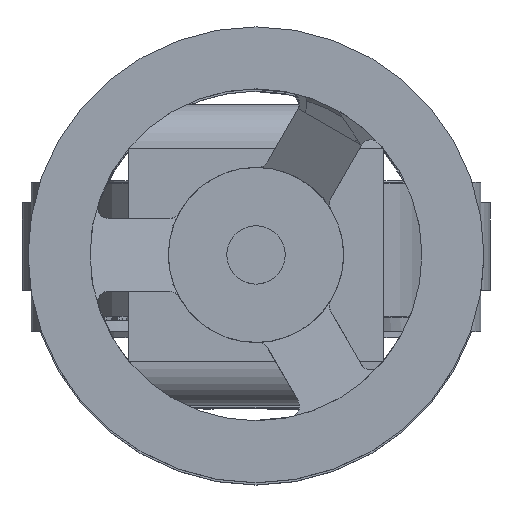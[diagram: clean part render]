
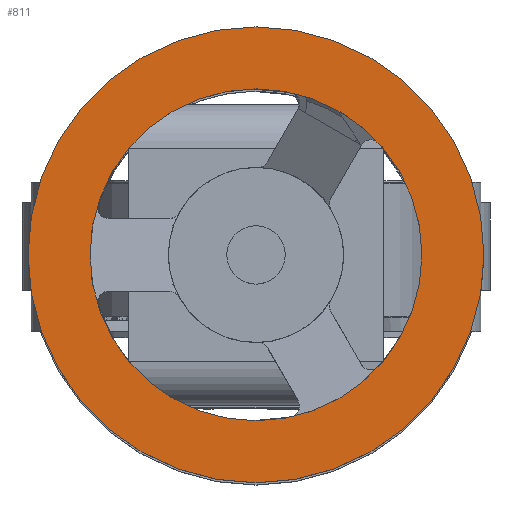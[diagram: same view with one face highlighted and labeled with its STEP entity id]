
A CAD part, top view. The second image highlights one B-rep face of the part: STEP entity #811.
In plain terms, the highlighted planar face has unit normal (0, 0, 1).
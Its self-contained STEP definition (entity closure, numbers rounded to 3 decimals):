
#811 = ADVANCED_FACE( '', ( #2248, #2249 ), #2250, .T. );
#2248 = FACE_BOUND( '', #4544, .T. );
#2249 = FACE_OUTER_BOUND( '', #4545, .T. );
#2250 = PLANE( '', #4546 );
#4544 = EDGE_LOOP( '', ( #7793 ) );
#4545 = EDGE_LOOP( '', ( #7794 ) );
#4546 = AXIS2_PLACEMENT_3D( '', #7795, #7796, #7797 );
#7793 = ORIENTED_EDGE( '', *, *, #15658, .T. );
#7794 = ORIENTED_EDGE( '', *, *, #15659, .F. );
#7795 = CARTESIAN_POINT( '', ( -62.5, 0., 40. ) );
#7796 = DIRECTION( '', ( 0., 0., 1. ) );
#7797 = DIRECTION( '', ( 1., 0., 0. ) );
#15658 = EDGE_CURVE( '', #18181, #18181, #18182, .T. );
#15659 = EDGE_CURVE( '', #18183, #18183, #18184, .T. );
#18181 = VERTEX_POINT( '', #22411 );
#18182 = CIRCLE( '', #22412, 45.5 );
#18183 = VERTEX_POINT( '', #22413 );
#18184 = CIRCLE( '', #22414, 62.5 );
#22411 = CARTESIAN_POINT( '', ( -45.5, 0., 40. ) );
#22412 = AXIS2_PLACEMENT_3D( '', #32050, #32051, #32052 );
#22413 = CARTESIAN_POINT( '', ( -62.5, 0., 40. ) );
#22414 = AXIS2_PLACEMENT_3D( '', #32053, #32054, #32055 );
#32050 = CARTESIAN_POINT( '', ( 0., 0., 40. ) );
#32051 = DIRECTION( '', ( 0., 0., -1. ) );
#32052 = DIRECTION( '', ( -1., 0., 0. ) );
#32053 = CARTESIAN_POINT( '', ( 0., 0., 40. ) );
#32054 = DIRECTION( '', ( 0., 0., -1. ) );
#32055 = DIRECTION( '', ( -1., 0., 0. ) );
